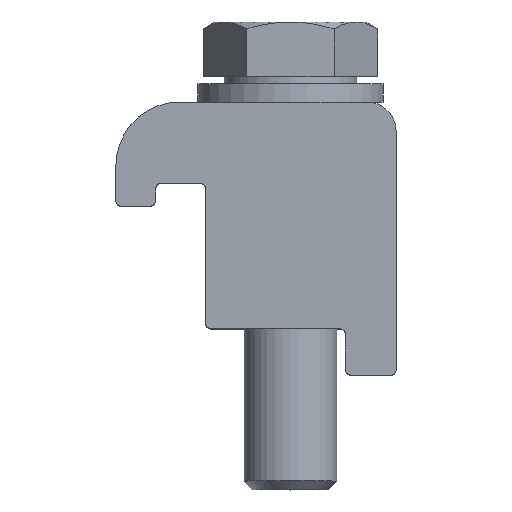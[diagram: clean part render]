
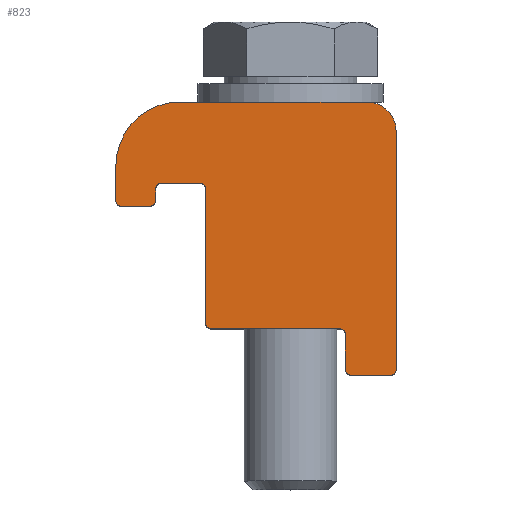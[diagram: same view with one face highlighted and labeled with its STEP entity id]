
A CAD part, top view. The second image highlights one B-rep face of the part: STEP entity #823.
In plain terms, the highlighted planar face has unit normal (0, 0, 1).
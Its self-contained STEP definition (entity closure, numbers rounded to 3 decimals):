
#72=PLANE('',#971);
#107=FACE_OUTER_BOUND('',#157,.T.);
#157=EDGE_LOOP('',(#657,#658,#659,#660,#661,#662,#663,#664,#665,#666,#667,
#668,#669,#670,#671,#672,#673,#674,#675,#676));
#191=LINE('',#1303,#251);
#195=LINE('',#1315,#255);
#200=LINE('',#1330,#260);
#204=LINE('',#1342,#264);
#213=LINE('',#1373,#273);
#215=LINE('',#1379,#275);
#218=LINE('',#1389,#278);
#221=LINE('',#1398,#281);
#226=LINE('',#1415,#286);
#227=LINE('',#1417,#287);
#251=VECTOR('',#1041,10.);
#255=VECTOR('',#1053,10.);
#260=VECTOR('',#1066,10.);
#264=VECTOR('',#1078,10.);
#273=VECTOR('',#1107,10.);
#275=VECTOR('',#1115,10.);
#278=VECTOR('',#1126,10.);
#281=VECTOR('',#1135,10.);
#286=VECTOR('',#1156,10.);
#287=VECTOR('',#1159,10.);
#308=CIRCLE('',#928,0.5);
#310=CIRCLE('',#932,0.5);
#312=CIRCLE('',#936,0.5);
#313=CIRCLE('',#939,0.5);
#321=CIRCLE('',#950,0.5);
#322=CIRCLE('',#953,0.5);
#324=CIRCLE('',#957,0.5);
#325=CIRCLE('',#960,0.5);
#326=CIRCLE('',#963,5.5);
#327=CIRCLE('',#965,2.5);
#355=VERTEX_POINT('',#1293);
#356=VERTEX_POINT('',#1295);
#358=VERTEX_POINT('',#1301);
#360=VERTEX_POINT('',#1307);
#362=VERTEX_POINT('',#1313);
#365=VERTEX_POINT('',#1320);
#366=VERTEX_POINT('',#1322);
#368=VERTEX_POINT('',#1328);
#369=VERTEX_POINT('',#1332);
#372=VERTEX_POINT('',#1340);
#383=VERTEX_POINT('',#1367);
#384=VERTEX_POINT('',#1371);
#385=VERTEX_POINT('',#1375);
#387=VERTEX_POINT('',#1383);
#388=VERTEX_POINT('',#1384);
#389=VERTEX_POINT('',#1391);
#390=VERTEX_POINT('',#1392);
#391=VERTEX_POINT('',#1397);
#392=VERTEX_POINT('',#1401);
#393=VERTEX_POINT('',#1405);
#433=EDGE_CURVE('',#355,#356,#308,.T.);
#437=EDGE_CURVE('',#355,#358,#191,.T.);
#440=EDGE_CURVE('',#360,#358,#310,.T.);
#443=EDGE_CURVE('',#360,#362,#195,.T.);
#446=EDGE_CURVE('',#365,#366,#312,.T.);
#450=EDGE_CURVE('',#365,#368,#200,.T.);
#451=EDGE_CURVE('',#369,#368,#313,.T.);
#456=EDGE_CURVE('',#369,#372,#204,.T.);
#469=EDGE_CURVE('',#383,#372,#321,.T.);
#472=EDGE_CURVE('',#383,#384,#213,.T.);
#473=EDGE_CURVE('',#385,#362,#322,.T.);
#475=EDGE_CURVE('',#385,#366,#215,.T.);
#477=EDGE_CURVE('',#387,#388,#324,.T.);
#480=EDGE_CURVE('',#387,#356,#218,.T.);
#481=EDGE_CURVE('',#389,#390,#325,.T.);
#484=EDGE_CURVE('',#391,#390,#221,.T.);
#486=EDGE_CURVE('',#391,#392,#326,.T.);
#488=EDGE_CURVE('',#393,#384,#327,.T.);
#493=EDGE_CURVE('',#389,#388,#226,.T.);
#494=EDGE_CURVE('',#393,#392,#227,.T.);
#657=ORIENTED_EDGE('',*,*,#451,.F.);
#658=ORIENTED_EDGE('',*,*,#456,.T.);
#659=ORIENTED_EDGE('',*,*,#469,.F.);
#660=ORIENTED_EDGE('',*,*,#472,.T.);
#661=ORIENTED_EDGE('',*,*,#488,.F.);
#662=ORIENTED_EDGE('',*,*,#494,.T.);
#663=ORIENTED_EDGE('',*,*,#486,.F.);
#664=ORIENTED_EDGE('',*,*,#484,.T.);
#665=ORIENTED_EDGE('',*,*,#481,.F.);
#666=ORIENTED_EDGE('',*,*,#493,.T.);
#667=ORIENTED_EDGE('',*,*,#477,.F.);
#668=ORIENTED_EDGE('',*,*,#480,.T.);
#669=ORIENTED_EDGE('',*,*,#433,.F.);
#670=ORIENTED_EDGE('',*,*,#437,.T.);
#671=ORIENTED_EDGE('',*,*,#440,.F.);
#672=ORIENTED_EDGE('',*,*,#443,.T.);
#673=ORIENTED_EDGE('',*,*,#473,.F.);
#674=ORIENTED_EDGE('',*,*,#475,.T.);
#675=ORIENTED_EDGE('',*,*,#446,.F.);
#676=ORIENTED_EDGE('',*,*,#450,.T.);
#823=ADVANCED_FACE('',(#107),#72,.T.);
#928=AXIS2_PLACEMENT_3D('',#1296,#1034,#1035);
#932=AXIS2_PLACEMENT_3D('',#1309,#1047,#1048);
#936=AXIS2_PLACEMENT_3D('',#1323,#1059,#1060);
#939=AXIS2_PLACEMENT_3D('',#1333,#1069,#1070);
#950=AXIS2_PLACEMENT_3D('',#1368,#1101,#1102);
#953=AXIS2_PLACEMENT_3D('',#1376,#1110,#1111);
#957=AXIS2_PLACEMENT_3D('',#1385,#1120,#1121);
#960=AXIS2_PLACEMENT_3D('',#1393,#1129,#1130);
#963=AXIS2_PLACEMENT_3D('',#1402,#1139,#1140);
#965=AXIS2_PLACEMENT_3D('',#1406,#1144,#1145);
#971=AXIS2_PLACEMENT_3D('',#1418,#1160,#1161);
#1034=DIRECTION('center_axis',(0.,0.,1.));
#1035=DIRECTION('ref_axis',(-0.707,0.707,0.));
#1041=DIRECTION('',(1.,0.,0.));
#1047=DIRECTION('center_axis',(0.,0.,1.));
#1048=DIRECTION('ref_axis',(0.707,0.707,0.));
#1053=DIRECTION('',(0.,-1.,0.));
#1059=DIRECTION('center_axis',(0.,0.,1.));
#1060=DIRECTION('ref_axis',(0.707,0.707,0.));
#1066=DIRECTION('',(0.,-1.,0.));
#1069=DIRECTION('center_axis',(0.,0.,-1.));
#1070=DIRECTION('ref_axis',(-0.707,-0.707,0.));
#1078=DIRECTION('',(1.,0.,0.));
#1101=DIRECTION('center_axis',(0.,0.,-1.));
#1102=DIRECTION('ref_axis',(0.707,-0.707,0.));
#1107=DIRECTION('',(0.,1.,0.));
#1110=DIRECTION('center_axis',(0.,0.,-1.));
#1111=DIRECTION('ref_axis',(-0.707,-0.707,0.));
#1115=DIRECTION('',(1.,0.,0.));
#1120=DIRECTION('center_axis',(0.,0.,-1.));
#1121=DIRECTION('ref_axis',(0.707,-0.707,0.));
#1126=DIRECTION('',(0.,1.,0.));
#1129=DIRECTION('center_axis',(0.,0.,-1.));
#1130=DIRECTION('ref_axis',(-0.707,-0.707,0.));
#1135=DIRECTION('',(0.,-1.,0.));
#1139=DIRECTION('center_axis',(0.,0.,-1.));
#1140=DIRECTION('ref_axis',(-0.707,0.707,0.));
#1144=DIRECTION('center_axis',(0.,0.,-1.));
#1145=DIRECTION('ref_axis',(0.707,0.707,0.));
#1156=DIRECTION('',(1.,0.,0.));
#1159=DIRECTION('',(-1.,0.,0.));
#1160=DIRECTION('center_axis',(0.,0.,1.));
#1161=DIRECTION('ref_axis',(1.,0.,0.));
#1293=CARTESIAN_POINT('',(-20.21,16.56,17.06));
#1295=CARTESIAN_POINT('',(-20.71,16.06,17.06));
#1296=CARTESIAN_POINT('Origin',(-20.21,16.06,17.06));
#1301=CARTESIAN_POINT('',(-16.93,16.56,17.06));
#1303=CARTESIAN_POINT('',(-20.71,16.56,17.06));
#1307=CARTESIAN_POINT('',(-16.43,16.06,17.06));
#1309=CARTESIAN_POINT('Origin',(-16.93,16.06,17.06));
#1313=CARTESIAN_POINT('',(-16.43,4.51,17.06));
#1315=CARTESIAN_POINT('',(-16.43,16.56,17.06));
#1320=CARTESIAN_POINT('',(-4.37,3.51,17.06));
#1322=CARTESIAN_POINT('',(-4.87,4.01,17.06));
#1323=CARTESIAN_POINT('Origin',(-4.87,3.51,17.06));
#1328=CARTESIAN_POINT('',(-4.37,0.5,17.06));
#1330=CARTESIAN_POINT('',(-4.37,4.01,17.06));
#1332=CARTESIAN_POINT('',(-3.87,0.,17.06));
#1333=CARTESIAN_POINT('Origin',(-3.87,0.5,17.06));
#1340=CARTESIAN_POINT('',(-0.5,0.,17.06));
#1342=CARTESIAN_POINT('',(-4.37,0.,17.06));
#1367=CARTESIAN_POINT('',(0.,0.5,17.06));
#1368=CARTESIAN_POINT('Origin',(-0.5,0.5,17.06));
#1371=CARTESIAN_POINT('',(0.,21.04,17.06));
#1373=CARTESIAN_POINT('',(0.,0.,17.06));
#1375=CARTESIAN_POINT('',(-15.93,4.01,17.06));
#1376=CARTESIAN_POINT('Origin',(-15.93,4.51,17.06));
#1379=CARTESIAN_POINT('',(-16.43,4.01,17.06));
#1383=CARTESIAN_POINT('',(-20.71,15.07,17.06));
#1384=CARTESIAN_POINT('',(-21.21,14.57,17.06));
#1385=CARTESIAN_POINT('Origin',(-21.21,15.07,17.06));
#1389=CARTESIAN_POINT('',(-20.71,14.57,17.06));
#1391=CARTESIAN_POINT('',(-23.64,14.57,17.06));
#1392=CARTESIAN_POINT('',(-24.14,15.07,17.06));
#1393=CARTESIAN_POINT('Origin',(-23.64,15.07,17.06));
#1397=CARTESIAN_POINT('',(-24.14,18.04,17.06));
#1398=CARTESIAN_POINT('',(-24.14,23.54,17.06));
#1401=CARTESIAN_POINT('',(-18.64,23.54,17.06));
#1402=CARTESIAN_POINT('Origin',(-18.64,18.04,17.06));
#1405=CARTESIAN_POINT('',(-2.5,23.54,17.06));
#1406=CARTESIAN_POINT('Origin',(-2.5,21.04,17.06));
#1415=CARTESIAN_POINT('',(-24.14,14.57,17.06));
#1417=CARTESIAN_POINT('',(0.,23.54,17.06));
#1418=CARTESIAN_POINT('Origin',(-10.713,13.625,17.06));
